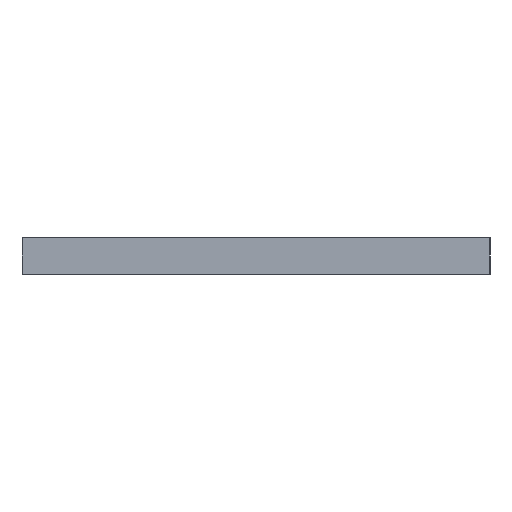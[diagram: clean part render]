
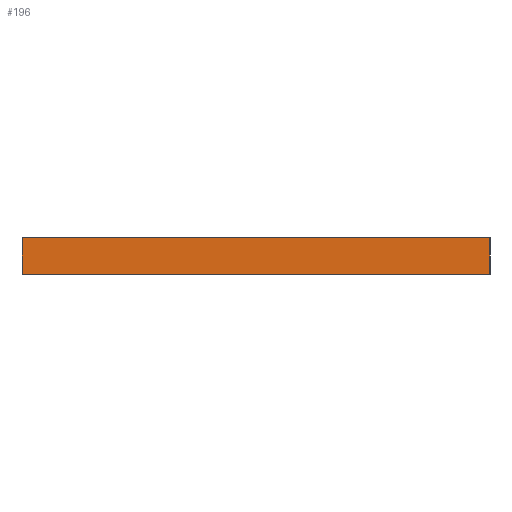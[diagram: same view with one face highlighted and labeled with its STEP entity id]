
A CAD part, left-side view. The second image highlights one B-rep face of the part: STEP entity #196.
In plain terms, the highlighted planar face has unit normal (-1, 0, 0).
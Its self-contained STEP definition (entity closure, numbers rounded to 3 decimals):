
#1 = LINE ( 'NONE', #1170, #1013 ) ;
#50 = DIRECTION ( 'NONE',  ( 0., 0., -1. ) ) ;
#116 = DIRECTION ( 'NONE',  ( 0., 0., 1. ) ) ;
#186 = AXIS2_PLACEMENT_3D ( 'NONE', #946, #328, #116 ) ;
#196 = ADVANCED_FACE ( 'NONE', ( #313 ), #1241, .T. ) ;
#209 = ORIENTED_EDGE ( 'NONE', *, *, #941, .F. ) ;
#234 = VECTOR ( 'NONE', #50, 1000. ) ;
#257 = VERTEX_POINT ( 'NONE', #1036 ) ;
#283 = VECTOR ( 'NONE', #927, 1000. ) ;
#313 = FACE_OUTER_BOUND ( 'NONE', #1284, .T. ) ;
#328 = DIRECTION ( 'NONE',  ( -1., 0., 0. ) ) ;
#369 = VERTEX_POINT ( 'NONE', #956 ) ;
#391 = EDGE_CURVE ( 'NONE', #369, #257, #1157, .T. ) ;
#399 = VERTEX_POINT ( 'NONE', #865 ) ;
#537 = LINE ( 'NONE', #940, #1033 ) ;
#613 = ORIENTED_EDGE ( 'NONE', *, *, #391, .T. ) ;
#703 = CARTESIAN_POINT ( 'NONE',  ( -27.543, -15.994, 2.5 ) ) ;
#721 = ORIENTED_EDGE ( 'NONE', *, *, #801, .T. ) ;
#793 = VERTEX_POINT ( 'NONE', #1215 ) ;
#801 = EDGE_CURVE ( 'NONE', #793, #369, #1051, .T. ) ;
#865 = CARTESIAN_POINT ( 'NONE',  ( -27.543, -15.994, 0. ) ) ;
#927 = DIRECTION ( 'NONE',  ( 0., 1., 0. ) ) ;
#940 = CARTESIAN_POINT ( 'NONE',  ( -27.543, -15.994, 0. ) ) ;
#941 = EDGE_CURVE ( 'NONE', #399, #257, #537, .T. ) ;
#946 = CARTESIAN_POINT ( 'NONE',  ( -27.543, -15.994, 2.5 ) ) ;
#949 = ORIENTED_EDGE ( 'NONE', *, *, #1078, .F. ) ;
#956 = CARTESIAN_POINT ( 'NONE',  ( -27.543, 15.994, 2.5 ) ) ;
#964 = CARTESIAN_POINT ( 'NONE',  ( -27.543, 15.994, 2.5 ) ) ;
#1013 = VECTOR ( 'NONE', #1268, 1000. ) ;
#1033 = VECTOR ( 'NONE', #1045, 1000. ) ;
#1036 = CARTESIAN_POINT ( 'NONE',  ( -27.543, 15.994, 0. ) ) ;
#1045 = DIRECTION ( 'NONE',  ( 0., 1., 0. ) ) ;
#1051 = LINE ( 'NONE', #703, #283 ) ;
#1078 = EDGE_CURVE ( 'NONE', #793, #399, #1, .T. ) ;
#1157 = LINE ( 'NONE', #964, #234 ) ;
#1170 = CARTESIAN_POINT ( 'NONE',  ( -27.543, -15.994, 2.5 ) ) ;
#1215 = CARTESIAN_POINT ( 'NONE',  ( -27.543, -15.994, 2.5 ) ) ;
#1241 = PLANE ( 'NONE',  #186 ) ;
#1268 = DIRECTION ( 'NONE',  ( 0., 0., -1. ) ) ;
#1284 = EDGE_LOOP ( 'NONE', ( #209, #949, #721, #613 ) ) ;
